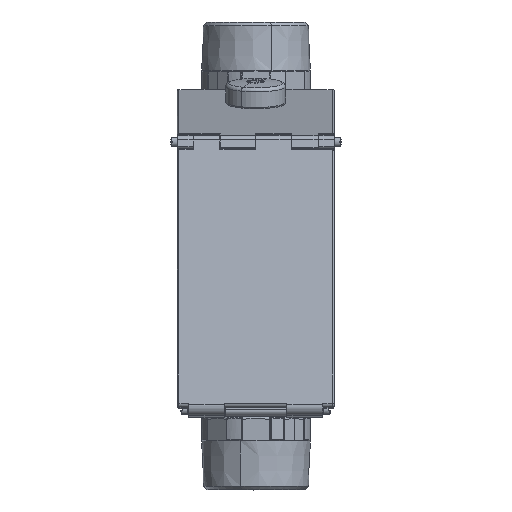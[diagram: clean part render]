
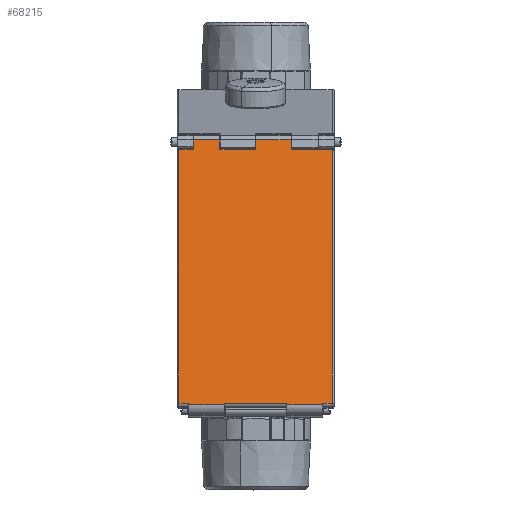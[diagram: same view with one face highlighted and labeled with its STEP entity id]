
A CAD part, top view. The second image highlights one B-rep face of the part: STEP entity #68215.
In plain terms, the highlighted planar face has unit normal (0, -0.174, -0.985).
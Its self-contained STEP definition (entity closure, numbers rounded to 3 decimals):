
#68031=CARTESIAN_POINT('Line Origine',(27.3,-83.84,224.6)) ;
#68035=CARTESIAN_POINT('Vertex',(17.3,-83.84,224.6)) ;
#68037=CARTESIAN_POINT('Vertex',(37.3,-83.84,224.6)) ;
#68057=CARTESIAN_POINT('Axis2P3D Location',(-0.2,56.232,199.902)) ;
#68062=CARTESIAN_POINT('Line Origine',(31.25,59.216,199.375)) ;
#68066=CARTESIAN_POINT('Vertex',(42.8,59.216,199.375)) ;
#68068=CARTESIAN_POINT('Vertex',(19.7,59.216,199.375)) ;
#68071=CARTESIAN_POINT('Line Origine',(42.8,-11.768,211.892)) ;
#68075=CARTESIAN_POINT('Vertex',(42.8,-82.752,224.408)) ;
#68078=CARTESIAN_POINT('Line Origine',(40.05,-82.752,224.408)) ;
#68082=CARTESIAN_POINT('Vertex',(37.3,-82.752,224.408)) ;
#68085=CARTESIAN_POINT('Line Origine',(37.3,-83.296,224.504)) ;
#68090=CARTESIAN_POINT('Line Origine',(17.3,-83.296,224.504)) ;
#68094=CARTESIAN_POINT('Vertex',(17.3,-82.752,224.408)) ;
#68097=CARTESIAN_POINT('Line Origine',(-0.2,-82.752,224.408)) ;
#68101=CARTESIAN_POINT('Vertex',(-17.7,-82.752,224.408)) ;
#68104=CARTESIAN_POINT('Line Origine',(-17.7,-83.296,224.504)) ;
#68108=CARTESIAN_POINT('Vertex',(-17.7,-83.84,224.6)) ;
#68111=CARTESIAN_POINT('Line Origine',(-27.7,-83.84,224.6)) ;
#68115=CARTESIAN_POINT('Vertex',(-37.7,-83.84,224.6)) ;
#68118=CARTESIAN_POINT('Line Origine',(-37.7,-83.296,224.504)) ;
#68122=CARTESIAN_POINT('Vertex',(-37.7,-82.752,224.408)) ;
#68125=CARTESIAN_POINT('Line Origine',(-40.45,-82.752,224.408)) ;
#68129=CARTESIAN_POINT('Vertex',(-43.2,-82.752,224.408)) ;
#68132=CARTESIAN_POINT('Line Origine',(-43.2,-11.768,211.892)) ;
#68136=CARTESIAN_POINT('Vertex',(-43.2,59.216,199.375)) ;
#68139=CARTESIAN_POINT('Line Origine',(-39.2,59.216,199.375)) ;
#68143=CARTESIAN_POINT('Vertex',(-35.2,59.216,199.375)) ;
#68146=CARTESIAN_POINT('Line Origine',(-35.2,61.92,198.899)) ;
#68150=CARTESIAN_POINT('Vertex',(-35.2,64.623,198.422)) ;
#68153=CARTESIAN_POINT('Line Origine',(-27.7,64.623,198.422)) ;
#68157=CARTESIAN_POINT('Vertex',(-20.2,64.623,198.422)) ;
#68160=CARTESIAN_POINT('Line Origine',(-20.2,61.92,198.899)) ;
#68164=CARTESIAN_POINT('Vertex',(-20.2,59.216,199.375)) ;
#68167=CARTESIAN_POINT('Line Origine',(-10.2,59.216,199.375)) ;
#68171=CARTESIAN_POINT('Vertex',(-0.2,59.216,199.375)) ;
#68174=CARTESIAN_POINT('Line Origine',(-0.2,61.92,198.899)) ;
#68178=CARTESIAN_POINT('Vertex',(-0.2,64.623,198.422)) ;
#68181=CARTESIAN_POINT('Line Origine',(9.75,64.623,198.422)) ;
#68185=CARTESIAN_POINT('Vertex',(19.7,64.623,198.422)) ;
#68188=CARTESIAN_POINT('Line Origine',(19.7,61.92,198.899)) ;
#68032=DIRECTION('Vector Direction',(1.,0.,0.)) ;
#68058=DIRECTION('Axis2P3D Direction',(0.,0.174,0.985)) ;
#68059=DIRECTION('Axis2P3D XDirection',(0.,-0.985,0.174)) ;
#68063=DIRECTION('Vector Direction',(-1.,0.,0.)) ;
#68072=DIRECTION('Vector Direction',(0.,0.985,-0.174)) ;
#68079=DIRECTION('Vector Direction',(1.,0.,0.)) ;
#68086=DIRECTION('Vector Direction',(0.,0.985,-0.174)) ;
#68091=DIRECTION('Vector Direction',(0.,0.985,-0.174)) ;
#68098=DIRECTION('Vector Direction',(1.,0.,0.)) ;
#68105=DIRECTION('Vector Direction',(0.,0.985,-0.174)) ;
#68112=DIRECTION('Vector Direction',(1.,0.,0.)) ;
#68119=DIRECTION('Vector Direction',(0.,0.985,-0.174)) ;
#68126=DIRECTION('Vector Direction',(1.,0.,0.)) ;
#68133=DIRECTION('Vector Direction',(0.,-0.985,0.174)) ;
#68140=DIRECTION('Vector Direction',(-1.,0.,0.)) ;
#68147=DIRECTION('Vector Direction',(0.,-0.985,0.174)) ;
#68154=DIRECTION('Vector Direction',(-1.,0.,0.)) ;
#68161=DIRECTION('Vector Direction',(0.,0.985,-0.174)) ;
#68168=DIRECTION('Vector Direction',(-1.,0.,0.)) ;
#68175=DIRECTION('Vector Direction',(0.,-0.985,0.174)) ;
#68182=DIRECTION('Vector Direction',(-1.,0.,0.)) ;
#68189=DIRECTION('Vector Direction',(0.,0.985,-0.174)) ;
#68060=AXIS2_PLACEMENT_3D('Plane Axis2P3D',#68057,#68058,#68059) ;
#68194=ORIENTED_EDGE('',*,*,#68070,.F.) ;
#68195=ORIENTED_EDGE('',*,*,#68077,.F.) ;
#68196=ORIENTED_EDGE('',*,*,#68084,.F.) ;
#68197=ORIENTED_EDGE('',*,*,#68089,.F.) ;
#68198=ORIENTED_EDGE('',*,*,#68039,.F.) ;
#68199=ORIENTED_EDGE('',*,*,#68096,.T.) ;
#68200=ORIENTED_EDGE('',*,*,#68103,.F.) ;
#68201=ORIENTED_EDGE('',*,*,#68110,.F.) ;
#68202=ORIENTED_EDGE('',*,*,#68117,.F.) ;
#68203=ORIENTED_EDGE('',*,*,#68124,.T.) ;
#68204=ORIENTED_EDGE('',*,*,#68131,.F.) ;
#68205=ORIENTED_EDGE('',*,*,#68138,.F.) ;
#68206=ORIENTED_EDGE('',*,*,#68145,.F.) ;
#68207=ORIENTED_EDGE('',*,*,#68152,.F.) ;
#68208=ORIENTED_EDGE('',*,*,#68159,.F.) ;
#68209=ORIENTED_EDGE('',*,*,#68166,.F.) ;
#68210=ORIENTED_EDGE('',*,*,#68173,.F.) ;
#68211=ORIENTED_EDGE('',*,*,#68180,.F.) ;
#68212=ORIENTED_EDGE('',*,*,#68187,.F.) ;
#68213=ORIENTED_EDGE('',*,*,#68192,.F.) ;
#68033=VECTOR('Line Direction',#68032,1.) ;
#68064=VECTOR('Line Direction',#68063,1.) ;
#68073=VECTOR('Line Direction',#68072,1.) ;
#68080=VECTOR('Line Direction',#68079,1.) ;
#68087=VECTOR('Line Direction',#68086,1.) ;
#68092=VECTOR('Line Direction',#68091,1.) ;
#68099=VECTOR('Line Direction',#68098,1.) ;
#68106=VECTOR('Line Direction',#68105,1.) ;
#68113=VECTOR('Line Direction',#68112,1.) ;
#68120=VECTOR('Line Direction',#68119,1.) ;
#68127=VECTOR('Line Direction',#68126,1.) ;
#68134=VECTOR('Line Direction',#68133,1.) ;
#68141=VECTOR('Line Direction',#68140,1.) ;
#68148=VECTOR('Line Direction',#68147,1.) ;
#68155=VECTOR('Line Direction',#68154,1.) ;
#68162=VECTOR('Line Direction',#68161,1.) ;
#68169=VECTOR('Line Direction',#68168,1.) ;
#68176=VECTOR('Line Direction',#68175,1.) ;
#68183=VECTOR('Line Direction',#68182,1.) ;
#68190=VECTOR('Line Direction',#68189,1.) ;
#68215=ADVANCED_FACE('Sheet.15',(#68214),#68061,.F.) ;
#68039=EDGE_CURVE('',#68036,#68038,#68034,.T.) ;
#68070=EDGE_CURVE('',#68067,#68069,#68065,.T.) ;
#68077=EDGE_CURVE('',#68076,#68067,#68074,.T.) ;
#68084=EDGE_CURVE('',#68083,#68076,#68081,.T.) ;
#68089=EDGE_CURVE('',#68038,#68083,#68088,.T.) ;
#68096=EDGE_CURVE('',#68036,#68095,#68093,.T.) ;
#68103=EDGE_CURVE('',#68102,#68095,#68100,.T.) ;
#68110=EDGE_CURVE('',#68109,#68102,#68107,.T.) ;
#68117=EDGE_CURVE('',#68116,#68109,#68114,.T.) ;
#68124=EDGE_CURVE('',#68116,#68123,#68121,.T.) ;
#68131=EDGE_CURVE('',#68130,#68123,#68128,.T.) ;
#68138=EDGE_CURVE('',#68137,#68130,#68135,.T.) ;
#68145=EDGE_CURVE('',#68144,#68137,#68142,.T.) ;
#68152=EDGE_CURVE('',#68151,#68144,#68149,.T.) ;
#68159=EDGE_CURVE('',#68158,#68151,#68156,.T.) ;
#68166=EDGE_CURVE('',#68165,#68158,#68163,.T.) ;
#68173=EDGE_CURVE('',#68172,#68165,#68170,.T.) ;
#68180=EDGE_CURVE('',#68179,#68172,#68177,.T.) ;
#68187=EDGE_CURVE('',#68186,#68179,#68184,.T.) ;
#68192=EDGE_CURVE('',#68069,#68186,#68191,.T.) ;
#68193=EDGE_LOOP('',(#68194,#68195,#68196,#68197,#68198,#68199,#68200,#68201,#68202,#68203,#68204,#68205,#68206,#68207,#68208,#68209,#68210,#68211,#68212,#68213)) ;
#68214=FACE_OUTER_BOUND('',#68193,.T.) ;
#68034=LINE('Line',#68031,#68033) ;
#68065=LINE('Line',#68062,#68064) ;
#68074=LINE('Line',#68071,#68073) ;
#68081=LINE('Line',#68078,#68080) ;
#68088=LINE('Line',#68085,#68087) ;
#68093=LINE('Line',#68090,#68092) ;
#68100=LINE('Line',#68097,#68099) ;
#68107=LINE('Line',#68104,#68106) ;
#68114=LINE('Line',#68111,#68113) ;
#68121=LINE('Line',#68118,#68120) ;
#68128=LINE('Line',#68125,#68127) ;
#68135=LINE('Line',#68132,#68134) ;
#68142=LINE('Line',#68139,#68141) ;
#68149=LINE('Line',#68146,#68148) ;
#68156=LINE('Line',#68153,#68155) ;
#68163=LINE('Line',#68160,#68162) ;
#68170=LINE('Line',#68167,#68169) ;
#68177=LINE('Line',#68174,#68176) ;
#68184=LINE('Line',#68181,#68183) ;
#68191=LINE('Line',#68188,#68190) ;
#68061=PLANE('',#68060) ;
#68036=VERTEX_POINT('',#68035) ;
#68038=VERTEX_POINT('',#68037) ;
#68067=VERTEX_POINT('',#68066) ;
#68069=VERTEX_POINT('',#68068) ;
#68076=VERTEX_POINT('',#68075) ;
#68083=VERTEX_POINT('',#68082) ;
#68095=VERTEX_POINT('',#68094) ;
#68102=VERTEX_POINT('',#68101) ;
#68109=VERTEX_POINT('',#68108) ;
#68116=VERTEX_POINT('',#68115) ;
#68123=VERTEX_POINT('',#68122) ;
#68130=VERTEX_POINT('',#68129) ;
#68137=VERTEX_POINT('',#68136) ;
#68144=VERTEX_POINT('',#68143) ;
#68151=VERTEX_POINT('',#68150) ;
#68158=VERTEX_POINT('',#68157) ;
#68165=VERTEX_POINT('',#68164) ;
#68172=VERTEX_POINT('',#68171) ;
#68179=VERTEX_POINT('',#68178) ;
#68186=VERTEX_POINT('',#68185) ;
